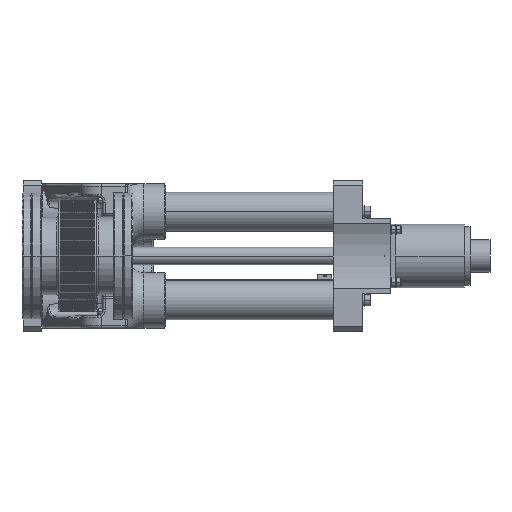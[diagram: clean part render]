
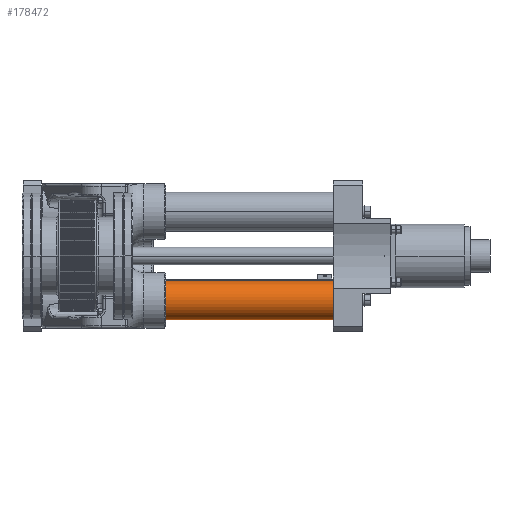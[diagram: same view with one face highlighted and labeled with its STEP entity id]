
A CAD part, left-side view. The second image highlights one B-rep face of the part: STEP entity #178472.
In plain terms, the highlighted cylindrical face has radius 17.488 mm (diameter 34.975 mm), a partial arc.
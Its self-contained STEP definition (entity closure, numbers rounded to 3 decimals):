
#51502=CARTESIAN_POINT('',(80.,-299.,-40.));
#51503=DIRECTION('',(0.,1.,0.));
#51504=DIRECTION('',(0.,0.,-1.));
#51505=AXIS2_PLACEMENT_3D('',#51502,#51503,#51504);
#51558=CARTESIAN_POINT('',(80.,-2.,-40.));
#51559=DIRECTION('',(0.,1.,0.));
#51560=DIRECTION('',(0.,0.,-1.));
#51561=AXIS2_PLACEMENT_3D('',#51558,#51559,#51560);
#51563=DIRECTION('',(0.,-1.,0.));
#51564=VECTOR('',#51563,297.);
#51565=CARTESIAN_POINT('',(80.,-2.,-22.513));
#51566=LINE('',#51565,#51564);
#51567=DIRECTION('',(0.,1.,0.));
#51568=VECTOR('',#51567,297.);
#51569=CARTESIAN_POINT('',(80.,-299.,-57.487));
#51570=LINE('',#51569,#51568);
#66177=CARTESIAN_POINT('',(80.,-2.,-57.487));
#66178=VERTEX_POINT('',#66177);
#66179=CARTESIAN_POINT('',(80.,-2.,-22.513));
#66180=VERTEX_POINT('',#66179);
#66183=CARTESIAN_POINT('',(80.,-299.,-57.487));
#66184=VERTEX_POINT('',#66183);
#66185=CARTESIAN_POINT('',(80.,-299.,-22.513));
#66186=VERTEX_POINT('',#66185);
#178461=CARTESIAN_POINT('',(80.,3.94,-40.));
#178462=DIRECTION('',(0.,-1.,0.));
#178463=DIRECTION('',(0.,0.,1.));
#178464=AXIS2_PLACEMENT_3D('',#178461,#178462,#178463);
#178465=CYLINDRICAL_SURFACE('',#178464,17.488);
#178466=ORIENTED_EDGE('',*,*,#178455,.T.);
#178467=ORIENTED_EDGE('',*,*,#178413,.T.);
#178468=ORIENTED_EDGE('',*,*,#178381,.F.);
#178469=ORIENTED_EDGE('',*,*,#178410,.T.);
#178470=EDGE_LOOP('',(#178466,#178467,#178468,#178469));
#178471=FACE_OUTER_BOUND('',#178470,.F.);
#51506=CIRCLE('',#51505,17.487);
#51562=CIRCLE('',#51561,17.488);
#178381=EDGE_CURVE('',#66184,#66186,#51506,.T.);
#178410=EDGE_CURVE('',#66184,#66178,#51570,.T.);
#178413=EDGE_CURVE('',#66180,#66186,#51566,.T.);
#178455=EDGE_CURVE('',#66178,#66180,#51562,.T.);
#178472=ADVANCED_FACE('',(#178471),#178465,.T.);
